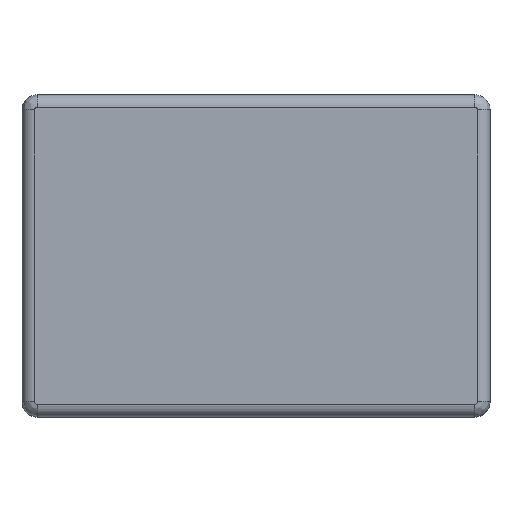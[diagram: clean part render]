
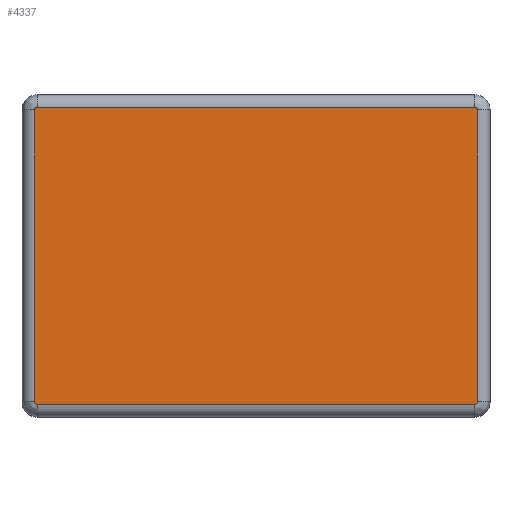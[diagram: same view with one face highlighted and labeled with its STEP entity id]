
A CAD part, top view. The second image highlights one B-rep face of the part: STEP entity #4337.
In plain terms, the highlighted planar face has unit normal (0, 0, 1).
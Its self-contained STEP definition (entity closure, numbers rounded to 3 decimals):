
#403=FACE_OUTER_BOUND('',#664,.T.);
#664=EDGE_LOOP('',(#3950,#3951,#3952,#3953,#3954,#3955,#3956,#3957));
#822=CIRCLE('',#4736,0.5);
#828=CIRCLE('',#4743,0.5);
#831=CIRCLE('',#4747,0.5);
#834=CIRCLE('',#4751,0.5);
#1262=LINE('',#7373,#1695);
#1263=LINE('',#7390,#1696);
#1264=LINE('',#7406,#1697);
#1265=LINE('',#7420,#1698);
#1695=VECTOR('',#5951,10.);
#1696=VECTOR('',#5962,10.);
#1697=VECTOR('',#5971,10.);
#1698=VECTOR('',#5978,10.);
#2093=VERTEX_POINT('',#7361);
#2094=VERTEX_POINT('',#7363);
#2096=VERTEX_POINT('',#7369);
#2098=VERTEX_POINT('',#7383);
#2099=VERTEX_POINT('',#7388);
#2100=VERTEX_POINT('',#7400);
#2101=VERTEX_POINT('',#7404);
#2102=VERTEX_POINT('',#7416);
#2704=EDGE_CURVE('',#2093,#2094,#822,.T.);
#2709=EDGE_CURVE('',#2094,#2096,#1262,.T.);
#2712=EDGE_CURVE('',#2096,#2098,#828,.T.);
#2714=EDGE_CURVE('',#2098,#2099,#1263,.T.);
#2716=EDGE_CURVE('',#2099,#2100,#831,.T.);
#2718=EDGE_CURVE('',#2100,#2101,#1264,.T.);
#2720=EDGE_CURVE('',#2101,#2102,#834,.T.);
#2721=EDGE_CURVE('',#2102,#2093,#1265,.T.);
#3950=ORIENTED_EDGE('',*,*,#2704,.F.);
#3951=ORIENTED_EDGE('',*,*,#2721,.F.);
#3952=ORIENTED_EDGE('',*,*,#2720,.F.);
#3953=ORIENTED_EDGE('',*,*,#2718,.F.);
#3954=ORIENTED_EDGE('',*,*,#2716,.F.);
#3955=ORIENTED_EDGE('',*,*,#2714,.F.);
#3956=ORIENTED_EDGE('',*,*,#2712,.F.);
#3957=ORIENTED_EDGE('',*,*,#2709,.F.);
#4103=PLANE('',#4754);
#4337=ADVANCED_FACE('',(#403),#4103,.T.);
#4736=AXIS2_PLACEMENT_3D('',#7364,#5940,#5941);
#4743=AXIS2_PLACEMENT_3D('',#7386,#5956,#5957);
#4747=AXIS2_PLACEMENT_3D('',#7402,#5965,#5966);
#4751=AXIS2_PLACEMENT_3D('',#7418,#5974,#5975);
#4754=AXIS2_PLACEMENT_3D('',#7423,#5982,#5983);
#5940=DIRECTION('center_axis',(0.,0.,-1.));
#5941=DIRECTION('ref_axis',(-0.707,0.707,0.));
#5951=DIRECTION('',(1.,0.,0.));
#5956=DIRECTION('center_axis',(0.,0.,-1.));
#5957=DIRECTION('ref_axis',(0.707,0.707,0.));
#5962=DIRECTION('',(0.,-1.,0.));
#5965=DIRECTION('center_axis',(0.,0.,-1.));
#5966=DIRECTION('ref_axis',(0.707,-0.707,0.));
#5971=DIRECTION('',(-1.,0.,0.));
#5974=DIRECTION('center_axis',(0.,0.,-1.));
#5975=DIRECTION('ref_axis',(-0.707,-0.707,0.));
#5978=DIRECTION('',(0.,1.,0.));
#5982=DIRECTION('center_axis',(0.,0.,1.));
#5983=DIRECTION('ref_axis',(1.,0.,0.));
#7361=CARTESIAN_POINT('',(-44.,29.,45.));
#7363=CARTESIAN_POINT('',(-43.5,29.5,45.));
#7364=CARTESIAN_POINT('Origin',(-43.5,29.,45.));
#7369=CARTESIAN_POINT('',(43.5,29.5,45.));
#7373=CARTESIAN_POINT('',(23.25,29.5,45.));
#7383=CARTESIAN_POINT('',(44.,29.,45.));
#7386=CARTESIAN_POINT('Origin',(43.5,29.,45.));
#7388=CARTESIAN_POINT('',(44.,-29.,45.));
#7390=CARTESIAN_POINT('',(44.,-16.,45.));
#7400=CARTESIAN_POINT('',(43.5,-29.5,45.));
#7402=CARTESIAN_POINT('Origin',(43.5,-29.,45.));
#7404=CARTESIAN_POINT('',(-43.5,-29.5,45.));
#7406=CARTESIAN_POINT('',(-23.25,-29.5,45.));
#7416=CARTESIAN_POINT('',(-44.,-29.,45.));
#7418=CARTESIAN_POINT('Origin',(-43.5,-29.,45.));
#7420=CARTESIAN_POINT('',(-44.,16.,45.));
#7423=CARTESIAN_POINT('Origin',(0.,0.,45.));
